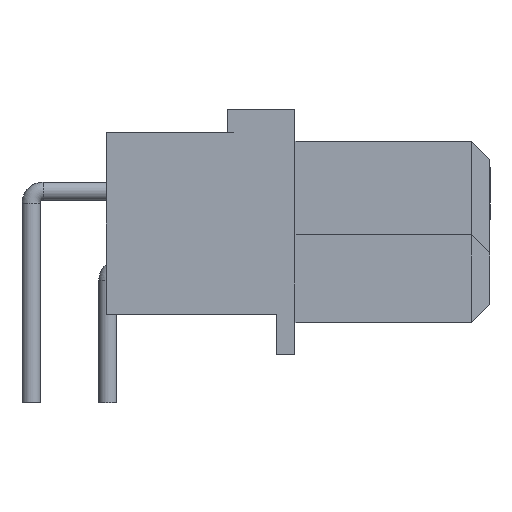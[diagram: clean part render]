
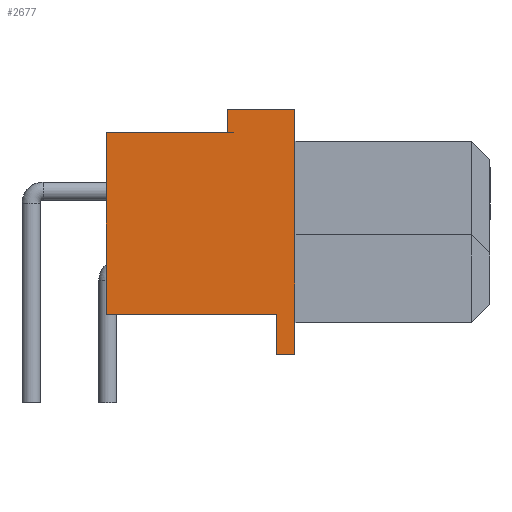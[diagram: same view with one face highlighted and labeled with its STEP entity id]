
A CAD part, front view. The second image highlights one B-rep face of the part: STEP entity #2677.
In plain terms, the highlighted planar face has unit normal (0, -1, 0).
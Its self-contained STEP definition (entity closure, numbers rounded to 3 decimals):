
#2453=CARTESIAN_POINT('',(6.19,-86.37,-1.325));
#2454=VERTEX_POINT('',#2453);
#2461=CARTESIAN_POINT('',(5.59,-86.37,-1.325));
#2462=VERTEX_POINT('',#2461);
#2463=CARTESIAN_POINT('',(6.19,-86.37,-1.325));
#2464=DIRECTION('',(-1.0,0.0,0.0));
#2465=VECTOR('',#2464,0.6);
#2466=LINE('',#2463,#2465);
#2467=EDGE_CURVE('',#2454,#2462,#2466,.T.);
#2491=CARTESIAN_POINT('',(6.19,-86.37,6.775));
#2492=VERTEX_POINT('',#2491);
#2501=CARTESIAN_POINT('',(6.19,-86.37,6.775));
#2502=DIRECTION('',(0.0,0.0,-1.0));
#2503=VECTOR('',#2502,8.1);
#2504=LINE('',#2501,#2503);
#2505=EDGE_CURVE('',#2492,#2454,#2504,.T.);
#2611=CARTESIAN_POINT('',(5.59,-86.37,0.));
#2612=VERTEX_POINT('',#2611);
#2613=CARTESIAN_POINT('',(5.59,-86.37,0.));
#2614=DIRECTION('',(0.0,0.0,-1.0));
#2615=VECTOR('',#2614,1.325);
#2616=LINE('',#2613,#2615);
#2617=EDGE_CURVE('',#2612,#2462,#2616,.T.);
#2629=CARTESIAN_POINT('',(3.065,-86.37,-1.325));
#2630=DIRECTION('',(0.0,-1.0,0.0));
#2631=DIRECTION('',(0.0,0.0,-1.0));
#2632=AXIS2_PLACEMENT_3D('',#2629,#2630,#2631);
#2633=PLANE('',#2632);
#2634=CARTESIAN_POINT('',(3.955,-86.37,6.775));
#2635=VERTEX_POINT('',#2634);
#2636=CARTESIAN_POINT('',(3.955,-86.37,6.));
#2637=VERTEX_POINT('',#2636);
#2638=CARTESIAN_POINT('',(3.955,-86.37,6.775));
#2639=DIRECTION('',(0.0,0.0,-1.0));
#2640=VECTOR('',#2639,0.775);
#2641=LINE('',#2638,#2640);
#2642=EDGE_CURVE('',#2635,#2637,#2641,.T.);
#2643=ORIENTED_EDGE('',*,*,#2642,.T.);
#2644=CARTESIAN_POINT('',(-0.06,-86.37,6.));
#2645=VERTEX_POINT('',#2644);
#2646=CARTESIAN_POINT('',(3.955,-86.37,6.));
#2647=DIRECTION('',(-1.0,0.0,0.0));
#2648=VECTOR('',#2647,4.015);
#2649=LINE('',#2646,#2648);
#2650=EDGE_CURVE('',#2637,#2645,#2649,.T.);
#2651=ORIENTED_EDGE('',*,*,#2650,.T.);
#2652=CARTESIAN_POINT('',(-0.06,-86.37,0.));
#2653=VERTEX_POINT('',#2652);
#2654=CARTESIAN_POINT('',(-0.06,-86.37,6.));
#2655=DIRECTION('',(0.0,0.0,-1.0));
#2656=VECTOR('',#2655,6.0);
#2657=LINE('',#2654,#2656);
#2658=EDGE_CURVE('',#2645,#2653,#2657,.T.);
#2659=ORIENTED_EDGE('',*,*,#2658,.T.);
#2660=CARTESIAN_POINT('',(-0.06,-86.37,0.));
#2661=DIRECTION('',(1.0,0.0,0.0));
#2662=VECTOR('',#2661,5.65);
#2663=LINE('',#2660,#2662);
#2664=EDGE_CURVE('',#2653,#2612,#2663,.T.);
#2665=ORIENTED_EDGE('',*,*,#2664,.T.);
#2666=ORIENTED_EDGE('',*,*,#2617,.T.);
#2667=ORIENTED_EDGE('',*,*,#2467,.F.);
#2668=ORIENTED_EDGE('',*,*,#2505,.F.);
#2669=CARTESIAN_POINT('',(3.955,-86.37,6.775));
#2670=DIRECTION('',(1.0,0.0,0.0));
#2671=VECTOR('',#2670,2.235);
#2672=LINE('',#2669,#2671);
#2673=EDGE_CURVE('',#2635,#2492,#2672,.T.);
#2674=ORIENTED_EDGE('',*,*,#2673,.F.);
#2675=EDGE_LOOP('',(#2643,#2651,#2659,#2665,#2666,#2667,#2668,#2674));
#2676=FACE_OUTER_BOUND('',#2675,.T.);
#2677=ADVANCED_FACE('',(#2676),#2633,.T.);
